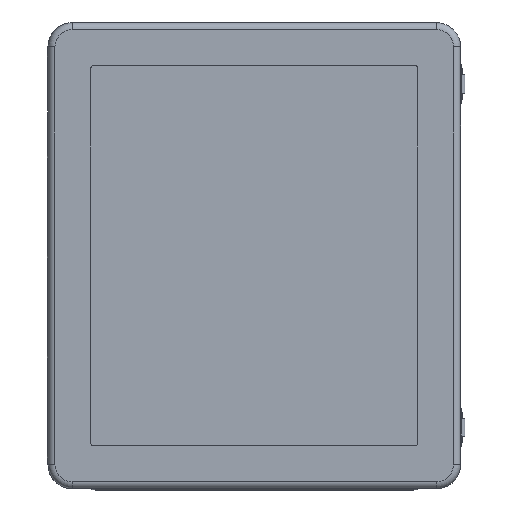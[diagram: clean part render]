
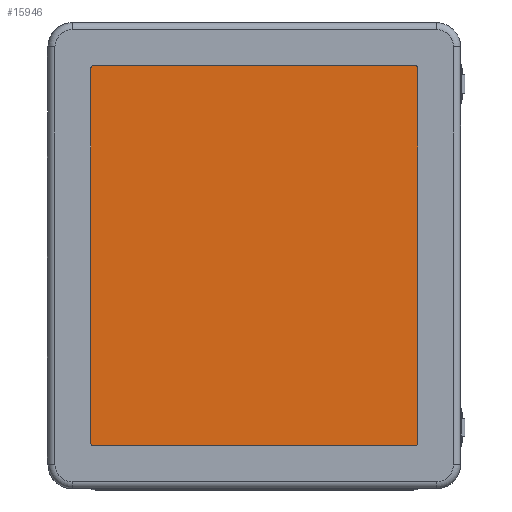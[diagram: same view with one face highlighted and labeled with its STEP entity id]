
A CAD part, top view. The second image highlights one B-rep face of the part: STEP entity #15946.
In plain terms, the highlighted planar face has unit normal (0, 0, 1).
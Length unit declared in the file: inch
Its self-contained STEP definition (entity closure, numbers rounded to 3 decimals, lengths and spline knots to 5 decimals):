
#755=LINE($,#26388,#2012);
#758=LINE($,#26396,#2015);
#761=LINE($,#26404,#2018);
#763=LINE($,#26410,#2020);
#2012=VECTOR($,#20074,14.);
#2015=VECTOR($,#20083,12.);
#2018=VECTOR($,#20092,14.);
#2020=VECTOR($,#20100,12.);
#3091=PLANE($,#17284);
#4566=FACE_OUTER_BOUND($,#5596,.T.);
#5596=EDGE_LOOP($,(#12459,#12460,#12461,#12462,#12463,#12464,#12465,#12466));
#6801=CIRCLE($,#17273,0.125);
#6802=CIRCLE($,#17276,0.125);
#6803=CIRCLE($,#17279,0.125);
#6804=CIRCLE($,#17282,0.125);
#7750=VERTEX_POINT($,#26380);
#7751=VERTEX_POINT($,#26382);
#7752=VERTEX_POINT($,#26386);
#7753=VERTEX_POINT($,#26390);
#7754=VERTEX_POINT($,#26394);
#7755=VERTEX_POINT($,#26398);
#7756=VERTEX_POINT($,#26402);
#7757=VERTEX_POINT($,#26406);
#9528=EDGE_CURVE($,#7750,#7751,#6801,.T.);
#9531=EDGE_CURVE($,#7752,#7750,#755,.T.);
#9533=EDGE_CURVE($,#7753,#7752,#6802,.T.);
#9535=EDGE_CURVE($,#7754,#7753,#758,.T.);
#9537=EDGE_CURVE($,#7755,#7754,#6803,.T.);
#9539=EDGE_CURVE($,#7756,#7755,#761,.T.);
#9541=EDGE_CURVE($,#7757,#7756,#6804,.T.);
#9542=EDGE_CURVE($,#7751,#7757,#763,.T.);
#12459=ORIENTED_EDGE($,*,*,#9542,.F.);
#12460=ORIENTED_EDGE($,*,*,#9528,.F.);
#12461=ORIENTED_EDGE($,*,*,#9531,.F.);
#12462=ORIENTED_EDGE($,*,*,#9533,.F.);
#12463=ORIENTED_EDGE($,*,*,#9535,.F.);
#12464=ORIENTED_EDGE($,*,*,#9537,.F.);
#12465=ORIENTED_EDGE($,*,*,#9539,.F.);
#12466=ORIENTED_EDGE($,*,*,#9541,.F.);
#15946=ADVANCED_FACE($,(#4566),#3091,.T.);
#17273=AXIS2_PLACEMENT_3D($,#26383,#20068,#20069);
#17276=AXIS2_PLACEMENT_3D($,#26392,#20078,#20079);
#17279=AXIS2_PLACEMENT_3D($,#26400,#20087,#20088);
#17282=AXIS2_PLACEMENT_3D($,#26408,#20096,#20097);
#17284=AXIS2_PLACEMENT_3D($,#26411,#20101,#20102);
#20068=DIRECTION('center_axis',(0.,0.,-1.));
#20069=DIRECTION('ref_axis',(0.,-1.,0.));
#20074=DIRECTION($,(0.,1.,0.));
#20078=DIRECTION('center_axis',(0.,0.,-1.));
#20079=DIRECTION('ref_axis',(1.,0.,0.));
#20083=DIRECTION($,(-1.,0.,0.));
#20087=DIRECTION('center_axis',(0.,0.,-1.));
#20088=DIRECTION('ref_axis',(0.,1.,0.));
#20092=DIRECTION($,(0.,-1.,0.));
#20096=DIRECTION('center_axis',(0.,0.,-1.));
#20097=DIRECTION('ref_axis',(-1.,0.,0.));
#20100=DIRECTION($,(1.,0.,0.));
#20101=DIRECTION('center_axis',(0.,0.,1.));
#20102=DIRECTION('ref_axis',(1.,0.,0.));
#26380=CARTESIAN_POINT('',(-6.125,7.,0.));
#26382=CARTESIAN_POINT('',(-6.,7.125,0.));
#26383=CARTESIAN_POINT('Origin',(-6.,7.,0.));
#26386=CARTESIAN_POINT('',(-6.125,-7.,0.));
#26388=CARTESIAN_POINT($,(-6.125,-7.,0.));
#26390=CARTESIAN_POINT('',(-6.,-7.125,0.));
#26392=CARTESIAN_POINT('Origin',(-6.,-7.,0.));
#26394=CARTESIAN_POINT('',(6.,-7.125,0.));
#26396=CARTESIAN_POINT($,(6.,-7.125,0.));
#26398=CARTESIAN_POINT('',(6.125,-7.,0.));
#26400=CARTESIAN_POINT('Origin',(6.,-7.,0.));
#26402=CARTESIAN_POINT('',(6.125,7.,0.));
#26404=CARTESIAN_POINT($,(6.125,7.,0.));
#26406=CARTESIAN_POINT('',(6.,7.125,0.));
#26408=CARTESIAN_POINT('Origin',(6.,7.,0.));
#26410=CARTESIAN_POINT($,(-6.,7.125,0.));
#26411=CARTESIAN_POINT('Origin',(0.,0.,0.));
